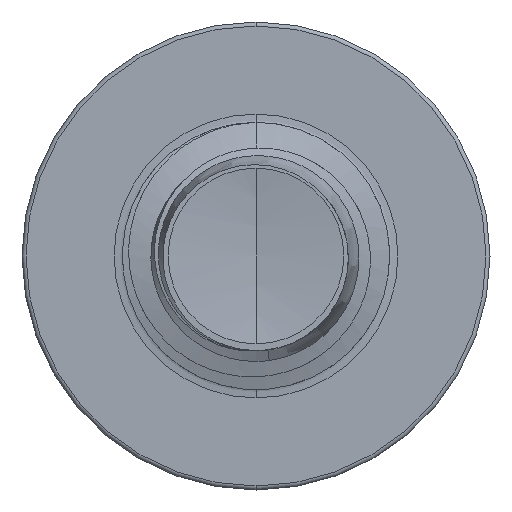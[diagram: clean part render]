
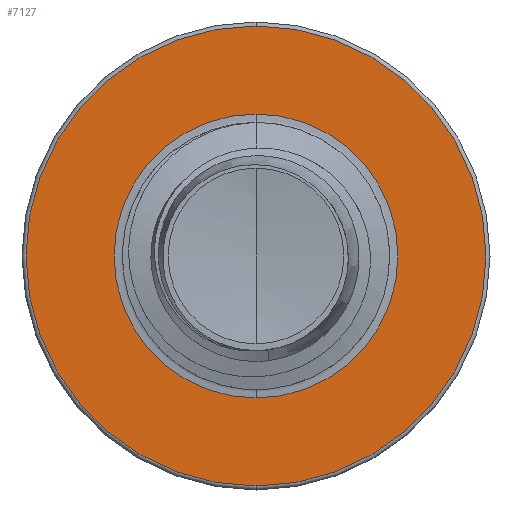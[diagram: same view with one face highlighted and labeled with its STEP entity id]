
A CAD part, front view. The second image highlights one B-rep face of the part: STEP entity #7127.
In plain terms, the highlighted planar face has unit normal (0, -1, 0).
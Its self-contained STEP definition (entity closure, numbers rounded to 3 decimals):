
#750 = CARTESIAN_POINT ( 'NONE',  ( 0., 8., -3.186 ) ) ;
#1166 = DIRECTION ( 'NONE',  ( 0., 0., 1. ) ) ;
#2197 = FACE_BOUND ( 'NONE', #7265, .T. ) ;
#2477 = AXIS2_PLACEMENT_3D ( 'NONE', #12204, #5258, #13005 ) ;
#2619 = DIRECTION ( 'NONE',  ( 0., 1., 0. ) ) ;
#2737 = CARTESIAN_POINT ( 'NONE',  ( 0., 8., 3.186 ) ) ;
#3143 = CIRCLE ( 'NONE', #6562, 3.186 ) ;
#3481 = VERTEX_POINT ( 'NONE', #8207 ) ;
#3875 = CARTESIAN_POINT ( 'NONE',  ( 0., 8., 5.16 ) ) ;
#5258 = DIRECTION ( 'NONE',  ( 0., 1., 0. ) ) ;
#6418 = AXIS2_PLACEMENT_3D ( 'NONE', #9120, #15925, #10238 ) ;
#6433 = ORIENTED_EDGE ( 'NONE', *, *, #13804, .T. ) ;
#6456 = CARTESIAN_POINT ( 'NONE',  ( 0., 8., -5.16 ) ) ;
#6549 = FACE_OUTER_BOUND ( 'NONE', #12517, .T. ) ;
#6562 = AXIS2_PLACEMENT_3D ( 'NONE', #15854, #10196, #1166 ) ;
#7127 = ADVANCED_FACE ( 'NONE', ( #6549, #2197 ), #11758, .F. ) ;
#7265 = EDGE_LOOP ( 'NONE', ( #6433, #15135 ) ) ;
#7899 = DIRECTION ( 'NONE',  ( 0., 1., 0. ) ) ;
#8207 = CARTESIAN_POINT ( 'NONE',  ( 0., 8., -3.186 ) ) ;
#8462 = CIRCLE ( 'NONE', #2477, 5.16 ) ;
#9120 = CARTESIAN_POINT ( 'NONE',  ( 0., 8., 0. ) ) ;
#9508 = EDGE_CURVE ( 'NONE', #13973, #15438, #12487, .T. ) ;
#9718 = ORIENTED_EDGE ( 'NONE', *, *, #9508, .F. ) ;
#9786 = EDGE_CURVE ( 'NONE', #3481, #14283, #16103, .T. ) ;
#10196 = DIRECTION ( 'NONE',  ( 0., 1., 0. ) ) ;
#10238 = DIRECTION ( 'NONE',  ( 0., 0., 1. ) ) ;
#11758 = PLANE ( 'NONE',  #13880 ) ;
#11788 = DIRECTION ( 'NONE',  ( 0., 0., 1. ) ) ;
#11820 = ORIENTED_EDGE ( 'NONE', *, *, #15286, .F. ) ;
#12204 = CARTESIAN_POINT ( 'NONE',  ( 0., 8., 0. ) ) ;
#12487 = CIRCLE ( 'NONE', #6418, 5.16 ) ;
#12517 = EDGE_LOOP ( 'NONE', ( #11820, #9718 ) ) ;
#12870 = AXIS2_PLACEMENT_3D ( 'NONE', #13688, #7899, #14663 ) ;
#13005 = DIRECTION ( 'NONE',  ( 0., 0., 1. ) ) ;
#13688 = CARTESIAN_POINT ( 'NONE',  ( 0., 8., 0. ) ) ;
#13804 = EDGE_CURVE ( 'NONE', #14283, #3481, #3143, .T. ) ;
#13880 = AXIS2_PLACEMENT_3D ( 'NONE', #750, #2619, #11788 ) ;
#13973 = VERTEX_POINT ( 'NONE', #6456 ) ;
#14283 = VERTEX_POINT ( 'NONE', #2737 ) ;
#14663 = DIRECTION ( 'NONE',  ( 0., 0., 1. ) ) ;
#15135 = ORIENTED_EDGE ( 'NONE', *, *, #9786, .T. ) ;
#15286 = EDGE_CURVE ( 'NONE', #15438, #13973, #8462, .T. ) ;
#15438 = VERTEX_POINT ( 'NONE', #3875 ) ;
#15854 = CARTESIAN_POINT ( 'NONE',  ( 0., 8., 0. ) ) ;
#15925 = DIRECTION ( 'NONE',  ( 0., 1., 0. ) ) ;
#16103 = CIRCLE ( 'NONE', #12870, 3.186 ) ;
